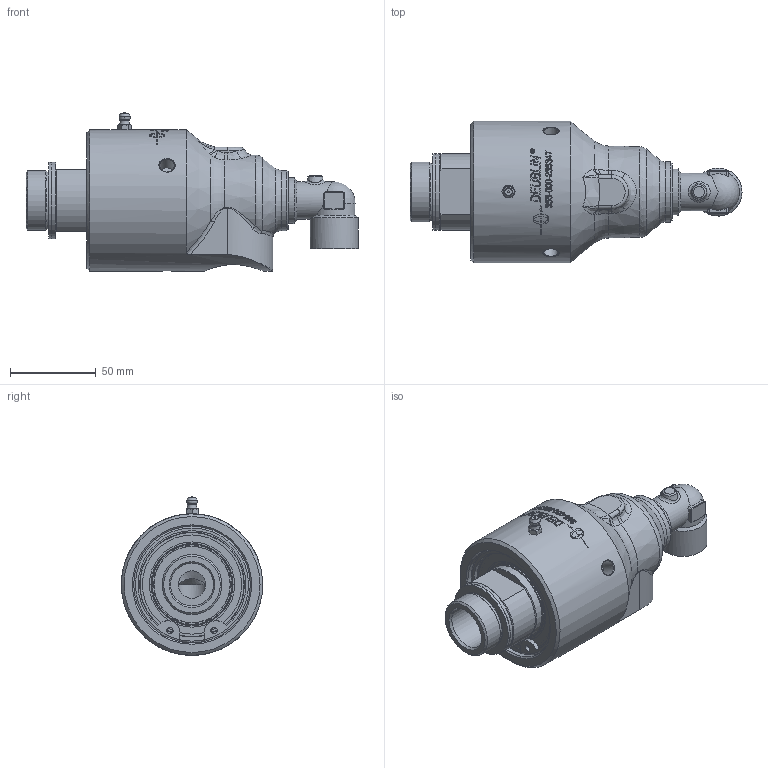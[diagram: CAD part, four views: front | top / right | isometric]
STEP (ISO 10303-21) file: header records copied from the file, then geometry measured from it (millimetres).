
FILE_DESCRIPTION((''),'2;1');
FILE_NAME('355-000-235347-IC.stp','2015-03-10T16:51:39',('fdahl'),(''),'Autodesk Inventor 2013','Autodesk Inventor 2013','');
FILE_SCHEMA(('AUTOMOTIVE_DESIGN { 1 0 10303 214 1 1 1 1 }'));
Length unit declared in the file: millimetre
Products named in the file (1): 355-000-235347_Shrinkwrap_1
Bounding box: 193.86 x 82.58 x 92.59 mm (x, y, z)
Volume: 462949.2 mm3; surface area: 69298.7 mm2
Topology: 1 solids, 7 shells, 579 faces, 1483 edges, 957 vertices
Faces by surface type: plane 226, bspline 179, cylinder 108, cone 36, torus 25, sphere 5
Full cylindrical faces by diameter (mm): 3 x1, 3.12 x2, 3.72 x2, 5.359 x1, 8.6 x3, 16 x1, 17.475 x1, 22 x1, 25 x1, 28 x1, 28.575 x1, 34.9 x2, 35 x1, 37.13 x1, 39.4 x1, 44.5 x1, 44.65 x2, 49.775 x1, 57.913 x1, 60.725 x1, 61.1 x1, 68 x1, 68.1 x1, 73.8 x1, 82.6 x1
Entity records: 21968 total; most frequent: CARTESIAN_POINT 9081, ORIENTED_EDGE 2738, DIRECTION 2246, EDGE_CURVE 1369, VERTEX_POINT 920, AXIS2_PLACEMENT_3D 902, EDGE_LOOP 713, FACE_OUTER_BOUND 579
